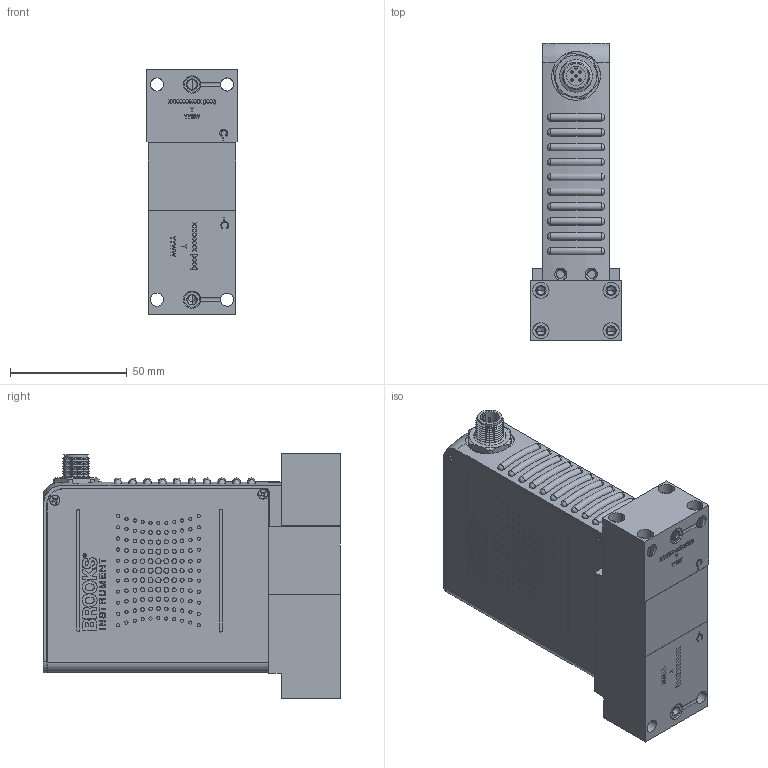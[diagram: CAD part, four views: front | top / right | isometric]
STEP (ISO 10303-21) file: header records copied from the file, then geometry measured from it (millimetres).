
FILE_DESCRIPTION (( 'STEP AP203' ), '1' );
FILE_NAME ('GF100-GF120-GF125-AX-DX.STEP', '2021-11-08T20:10:47', ( '' ), ( '' ), 'SwSTEP 2.0', 'SolidWorks 2020', '' );
FILE_SCHEMA (( 'CONFIG_CONTROL_DESIGN' ));
Products named in the file (1): GF100-GF120-GF125-AX-DX
Bounding box: 38.73 x 127 x 104.95 mm (x, y, z)
Volume: 132894.4 mm3; surface area: 87545.5 mm2
Topology: 30 solids, 30 shells, 4573 faces, 11883 edges, 7799 vertices
Faces by surface type: plane 2150, bspline 1644, cylinder 480, cone 228, torus 63, sphere 8
Entity records: 169846 total; most frequent: CARTESIAN_POINT 68679, ORIENTED_EDGE 23650, DIRECTION 15342, EDGE_CURVE 11825, VERTEX_POINT 7791, VECTOR 6956, LINE 6956, EDGE_LOOP 5176
